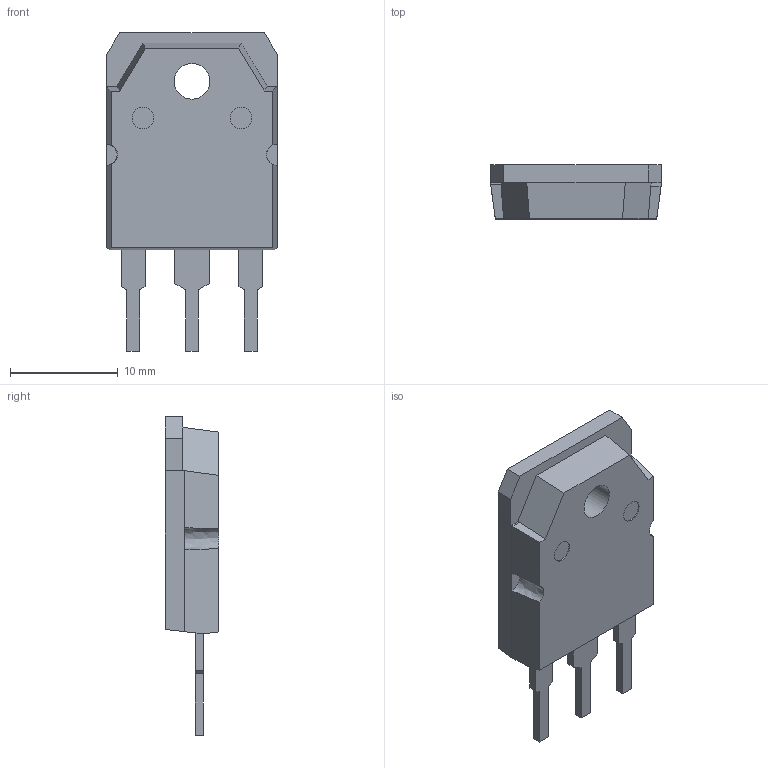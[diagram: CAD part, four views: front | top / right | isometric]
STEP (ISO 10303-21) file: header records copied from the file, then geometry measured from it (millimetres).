
FILE_DESCRIPTION((''),'2;1');
FILE_NAME('FAIRCHILD_TO-3P 3L_v.stp','2012-05-03T14:44:28',(''),(''),'Mechanical Desktop 2011','Mechanical Desktop 2011',', , ');
FILE_SCHEMA(('AUTOMOTIVE_DESIGN { 1 2 10303 214 1 1 1 1 }'));
Length unit declared in the file: millimetre
Products named in the file (1): Product
Bounding box: 15.8 x 5 x 29.5 mm (x, y, z)
Volume: 1413.3 mm3; surface area: 1801.8 mm2
Topology: 6 solids, 6 shells, 86 faces, 208 edges, 137 vertices
Faces by surface type: plane 67, cylinder 15, bspline 4
Entity records: 2560 total; most frequent: CARTESIAN_POINT 458, ORIENTED_EDGE 416, DIRECTION 410, EDGE_CURVE 208, VECTOR 172, LINE 172, VERTEX_POINT 137, AXIS2_PLACEMENT_3D 119
